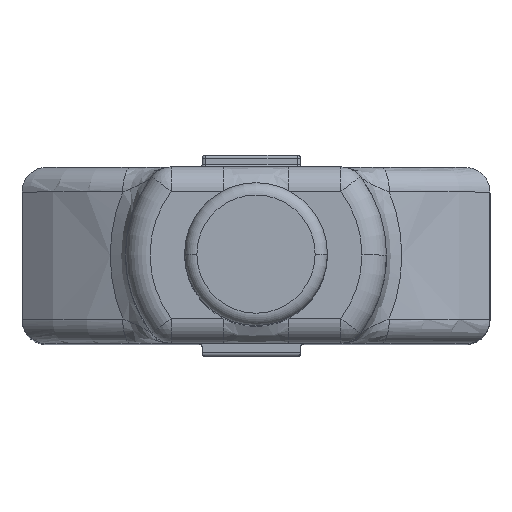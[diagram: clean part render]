
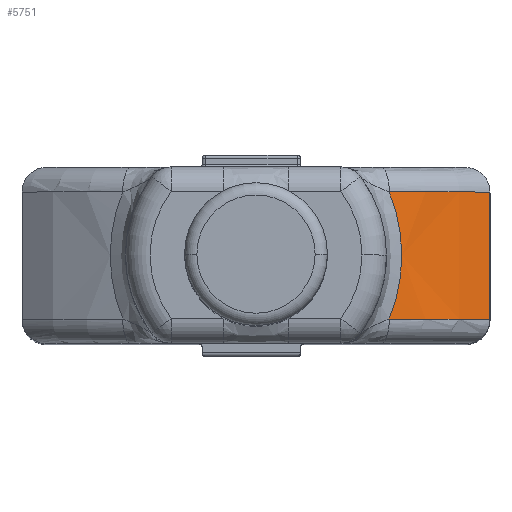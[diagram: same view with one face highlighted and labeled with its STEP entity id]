
A CAD part, top view. The second image highlights one B-rep face of the part: STEP entity #5751.
In plain terms, the highlighted cylindrical face has radius 11.591 mm (diameter 23.183 mm), a partial arc.
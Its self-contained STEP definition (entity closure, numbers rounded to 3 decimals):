
#4047 = EDGE_LOOP ( 'NONE', ( #6208, #6209, #6210, #6211 ) ) ;
#4353 = VERTEX_POINT ( 'NONE', #14269 ) ;
#4379 = VERTEX_POINT ( 'NONE', #14295 ) ;
#4382 = VERTEX_POINT ( 'NONE', #14298 ) ;
#4385 = VERTEX_POINT ( 'NONE', #14301 ) ;
#5751 = ADVANCED_FACE ( 'NONE', ( #16432 ), #16435, .T. ) ;
#6208 = ORIENTED_EDGE ( 'NONE', *, *, #6528, .T. ) ;
#6209 = ORIENTED_EDGE ( 'NONE', *, *, #6535, .T. ) ;
#6210 = ORIENTED_EDGE ( 'NONE', *, *, #6536, .T. ) ;
#6211 = ORIENTED_EDGE ( 'NONE', *, *, #6537, .T. ) ;
#6528 = EDGE_CURVE ( 'NONE', #4379, #4353, #9922, .T. ) ;
#6535 = EDGE_CURVE ( 'NONE', #4353, #4382, #13386, .T. ) ;
#6536 = EDGE_CURVE ( 'NONE', #4382, #4385, #17094, .T. ) ;
#6537 = EDGE_CURVE ( 'NONE', #4385, #4379, #13389, .T. ) ;
#9922 = B_SPLINE_CURVE_WITH_KNOTS ( 'NONE', 3,
 ( #17028, #17035, #17054, #17055, #17056, #17057, #17058, #17059, #17060, #17061, #17062, #17063, #17064, #17065 ),
 .UNSPECIFIED., .F., .F.,
 ( 4, 2, 2, 2, 2, 2, 4 ),
 ( 0.002, 0.003, 0.004, 0.005, 0.006, 0.007, 0.007 ),
 .UNSPECIFIED. ) ;
#13275 = AXIS2_PLACEMENT_3D ( 'NONE', #16433, #16429, #16436 ) ;
#13386 = CIRCLE ( 'NONE', #13388, 11.591 ) ;
#13387 = VECTOR ( 'NONE', #17103, 1000. ) ;
#13388 = AXIS2_PLACEMENT_3D ( 'NONE', #17100, #17101, #17102 ) ;
#13389 = CIRCLE ( 'NONE', #13391, 11.591 ) ;
#13391 = AXIS2_PLACEMENT_3D ( 'NONE', #17105, #17106, #17107 ) ;
#14269 = CARTESIAN_POINT ( 'NONE',  ( -3.98, -8.261, 35.821 ) ) ;
#14295 = CARTESIAN_POINT ( 'NONE',  ( -3.98, -3.1, 35.821 ) ) ;
#14298 = CARTESIAN_POINT ( 'NONE',  ( 0.099, -8.261, 33.307 ) ) ;
#14301 = CARTESIAN_POINT ( 'NONE',  ( 0.099, -3.1, 33.307 ) ) ;
#16429 = DIRECTION ( 'NONE',  ( 0., 1., 0. ) ) ;
#16432 = FACE_OUTER_BOUND ( 'NONE', #4047, .T. ) ;
#16433 = CARTESIAN_POINT ( 'NONE',  ( -7.89, -10.981, 24.909 ) ) ;
#16435 = CYLINDRICAL_SURFACE ( 'NONE', #13275, 11.591 ) ;
#16436 = DIRECTION ( 'NONE',  ( -1., 0., 0. ) ) ;
#17028 = CARTESIAN_POINT ( 'NONE',  ( -3.98, -3.1, 35.821 ) ) ;
#17035 = CARTESIAN_POINT ( 'NONE',  ( -3.811, -3.509, 35.76 ) ) ;
#17054 = CARTESIAN_POINT ( 'NONE',  ( -3.685, -3.93, 35.711 ) ) ;
#17055 = CARTESIAN_POINT ( 'NONE',  ( -3.557, -4.576, 35.66 ) ) ;
#17056 = CARTESIAN_POINT ( 'NONE',  ( -3.525, -4.795, 35.647 ) ) ;
#17057 = CARTESIAN_POINT ( 'NONE',  ( -3.482, -5.237, 35.629 ) ) ;
#17058 = CARTESIAN_POINT ( 'NONE',  ( -3.471, -5.46, 35.625 ) ) ;
#17059 = CARTESIAN_POINT ( 'NONE',  ( -3.471, -6.124, 35.625 ) ) ;
#17060 = CARTESIAN_POINT ( 'NONE',  ( -3.514, -6.562, 35.643 ) ) ;
#17061 = CARTESIAN_POINT ( 'NONE',  ( -3.642, -7.214, 35.694 ) ) ;
#17062 = CARTESIAN_POINT ( 'NONE',  ( -3.696, -7.431, 35.715 ) ) ;
#17063 = CARTESIAN_POINT ( 'NONE',  ( -3.823, -7.852, 35.763 ) ) ;
#17064 = CARTESIAN_POINT ( 'NONE',  ( -3.896, -8.059, 35.791 ) ) ;
#17065 = CARTESIAN_POINT ( 'NONE',  ( -3.98, -8.261, 35.821 ) ) ;
#17094 = LINE ( 'NONE', #17095, #13387 ) ;
#17095 = CARTESIAN_POINT ( 'NONE',  ( 0.099, -10.981, 33.307 ) ) ;
#17100 = CARTESIAN_POINT ( 'NONE',  ( -7.89, -8.261, 24.909 ) ) ;
#17101 = DIRECTION ( 'NONE',  ( 0., 1., 0. ) ) ;
#17102 = DIRECTION ( 'NONE',  ( 0., 0., 1. ) ) ;
#17103 = DIRECTION ( 'NONE',  ( 0., 1., 0. ) ) ;
#17105 = CARTESIAN_POINT ( 'NONE',  ( -7.89, -3.1, 24.909 ) ) ;
#17106 = DIRECTION ( 'NONE',  ( 0., -1., 0. ) ) ;
#17107 = DIRECTION ( 'NONE',  ( 0., 0., -1. ) ) ;
